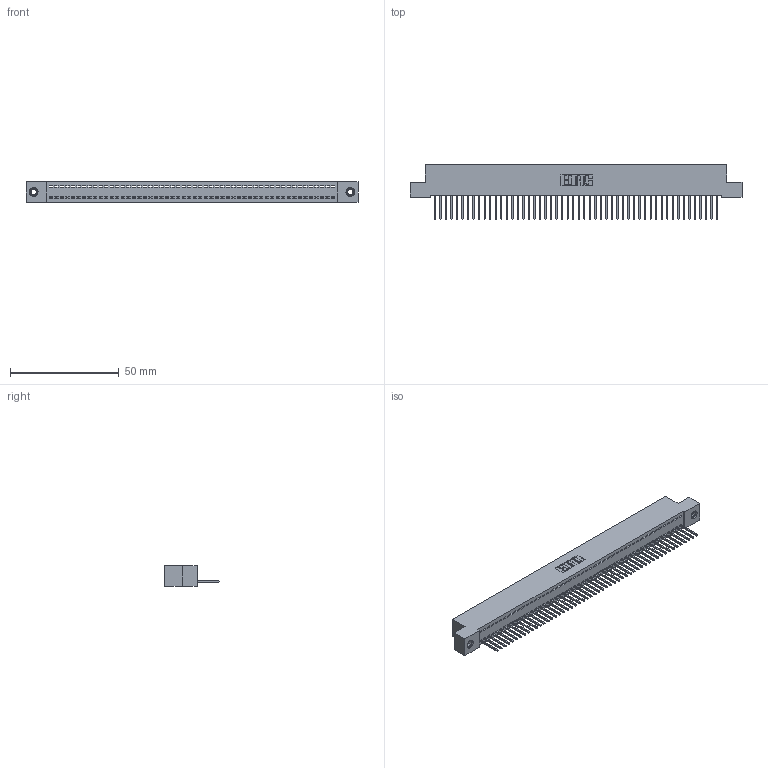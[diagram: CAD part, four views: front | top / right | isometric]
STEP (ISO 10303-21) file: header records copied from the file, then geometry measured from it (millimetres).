
FILE_DESCRIPTION (( 'STEP AP203' ), '1' );
FILE_NAME ('342-052-523-107.STEP', '2019-10-03T01:05:29', ( '' ), ( '' ), 'SwSTEP 2.0', 'SolidWorks 2016', '' );
FILE_SCHEMA (( 'CONFIG_CONTROL_DESIGN' ));
Length unit declared in the file: inch
Products named in the file (4): 345-292-001_345-293-123; 345-250-001_345-250-005-103; 342-052-523-107; 342 Part_TI
Assembly tree (55 placements, depth 2):
  342-052-523-107
    342 Part_TI
    345-292-001_345-293-123  x52
    345-250-001_345-250-005-103  x2
Bounding box: 152.4 x 25.15 x 9.4 mm (x, y, z)
Volume: 13366.5 mm3; surface area: 19896.5 mm2
Topology: 55 solids, 55 shells, 3186 faces, 9587 edges, 6314 vertices
Faces by surface type: plane 2282, cylinder 888, cone 12, torus 4
Entity records: 31568 total; most frequent: CARTESIAN_POINT 5425, ORIENTED_EDGE 5406, DIRECTION 4589, EDGE_CURVE 2703, LINE 2555, VECTOR 2555, VERTEX_POINT 1796, AXIS2_PLACEMENT_3D 1017
